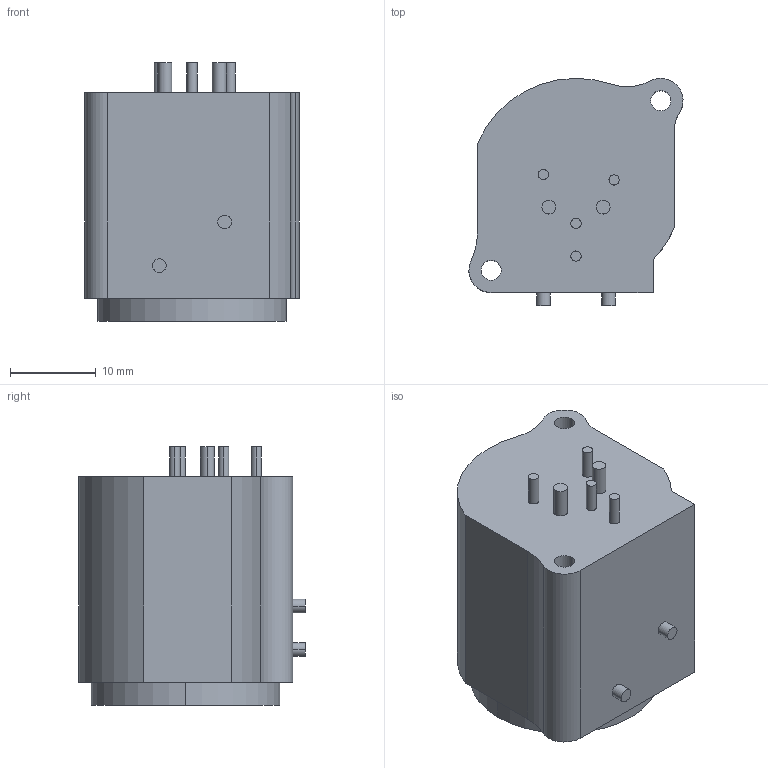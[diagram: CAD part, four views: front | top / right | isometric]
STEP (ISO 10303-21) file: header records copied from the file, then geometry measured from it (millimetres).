
FILE_DESCRIPTION((''),'2;1');
FILE_NAME('D-NC5MBV','2013-09-19T',('odo'),(''),'PRO/ENGINEER BY PARAMETRIC TECHNOLOGY CORPORATION, 2011310','PRO/ENGINEER BY PARAMETRIC TECHNOLOGY CORPORATION, 2011310','');
FILE_SCHEMA(('AUTOMOTIVE_DESIGN_CC2 { 1 2 10303 214 -1 1 5 2 }'));
Length unit declared in the file: millimetre
Products named in the file (1): D-NC5MBV
Bounding box: 24.99 x 26.5 x 30.2 mm (x, y, z)
Volume: 10952 mm3; surface area: 4844.1 mm2
Topology: 1 solids, 1 shells, 62 faces, 135 edges, 90 vertices
Faces by surface type: cylinder 41, plane 21
Entity records: 2386 total; most frequent: DIRECTION 341, CARTESIAN_POINT 287, ORIENTED_EDGE 270, COLOUR_RGB 209, AXIS2_PLACEMENT_3D 144, PRESENTATION_STYLE_ASSIGNMENT 136, STYLED_ITEM 136, CURVE_STYLE 135
